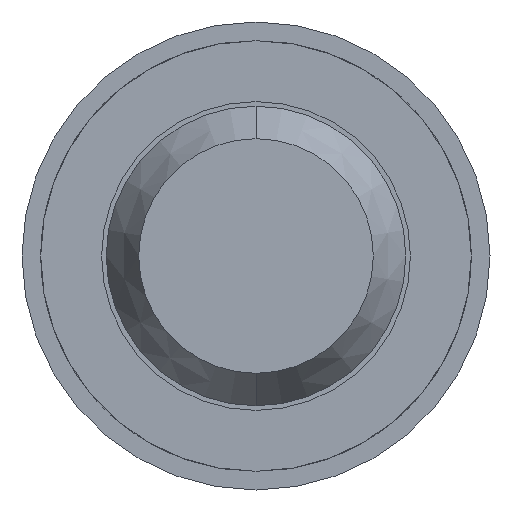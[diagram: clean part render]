
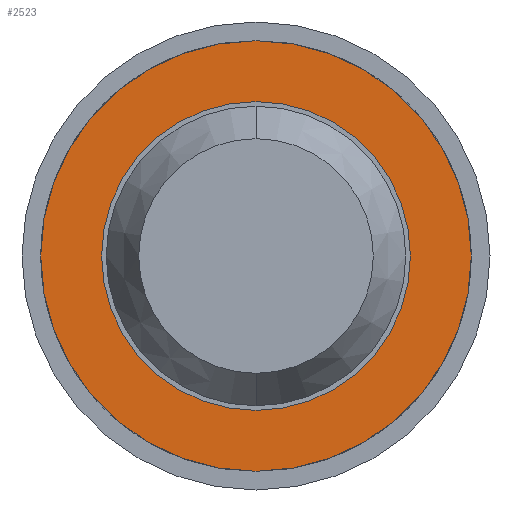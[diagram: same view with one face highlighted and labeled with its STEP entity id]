
A CAD part, front view. The second image highlights one B-rep face of the part: STEP entity #2523.
In plain terms, the highlighted planar face has unit normal (0, -1, 0).
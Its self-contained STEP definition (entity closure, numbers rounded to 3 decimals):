
#71 = VERTEX_POINT ( 'NONE', #2874 ) ;
#79 = AXIS2_PLACEMENT_3D ( 'NONE', #2468, #591, #917 ) ;
#94 = EDGE_CURVE ( 'Defeature ausgef�hrt2_4+Defeature ausgef�hrt2_8+Defeature ausgef�hrt2_8+Defeature ausgef�hrt2_8', #71, #3604, #3674, .T. ) ;
#247 = CARTESIAN_POINT ( 'NONE',  ( 0.825, -1.7, 0. ) ) ;
#376 = DIRECTION ( 'NONE',  ( 0., 0., 1. ) ) ;
#384 = CARTESIAN_POINT ( 'NONE',  ( 0., -1.7, -1.15 ) ) ;
#591 = DIRECTION ( 'NONE',  ( 0., 1., 0. ) ) ;
#761 = VERTEX_POINT ( 'NONE', #3467 ) ;
#838 = EDGE_CURVE ( 'Defeature ausgef�hrt2_4+Defeature ausgef�hrt2_8+Defeature ausgef�hrt2_8+Defeature ausgef�hrt2_8', #3604, #71, #3472, .T. ) ;
#917 = DIRECTION ( 'NONE',  ( 0., 0., 1. ) ) ;
#951 = DIRECTION ( 'NONE',  ( 0., 1., 0. ) ) ;
#1450 = FACE_BOUND ( 'NONE', #1825, .T. ) ;
#1489 = FACE_OUTER_BOUND ( 'NONE', #3405, .T. ) ;
#1545 = ORIENTED_EDGE ( 'NONE', *, *, #3578, .T. ) ;
#1555 = CARTESIAN_POINT ( 'NONE',  ( 0., -1.7, 0. ) ) ;
#1664 = ORIENTED_EDGE ( 'NONE', *, *, #2273, .T. ) ;
#1747 = ORIENTED_EDGE ( 'NONE', *, *, #94, .F. ) ;
#1771 = AXIS2_PLACEMENT_3D ( 'NONE', #1856, #951, #376 ) ;
#1787 = AXIS2_PLACEMENT_3D ( 'NONE', #1555, #3806, #3189 ) ;
#1825 = EDGE_LOOP ( 'NONE', ( #1664, #1545 ) ) ;
#1856 = CARTESIAN_POINT ( 'NONE',  ( 0., -1.7, 0. ) ) ;
#1882 = CARTESIAN_POINT ( 'NONE',  ( 0., -1.7, 0. ) ) ;
#2273 = EDGE_CURVE ( 'Defeature ausgef�hrt2_8+Defeature ausgef�hrt2_7+Defeature ausgef�hrt2_7+Defeature ausgef�hrt2_7', #761, #2636, #3339, .T. ) ;
#2361 = AXIS2_PLACEMENT_3D ( 'NONE', #1882, #2515, #2854 ) ;
#2403 = DIRECTION ( 'NONE',  ( 0., 0., 1. ) ) ;
#2468 = CARTESIAN_POINT ( 'NONE',  ( 0., -1.7, 0. ) ) ;
#2515 = DIRECTION ( 'NONE',  ( 0., 1., 0. ) ) ;
#2523 = ADVANCED_FACE ( 'Defeature ausgef�hrt2_8', ( #1489, #1450 ), #3932, .F. ) ;
#2636 = VERTEX_POINT ( 'NONE', #3776 ) ;
#2714 = DIRECTION ( 'NONE',  ( 0., 1., 0. ) ) ;
#2854 = DIRECTION ( 'NONE',  ( 0., 0., 1. ) ) ;
#2874 = CARTESIAN_POINT ( 'NONE',  ( 0., -1.7, 1.15 ) ) ;
#3189 = DIRECTION ( 'NONE',  ( 0., 0., 1. ) ) ;
#3339 = CIRCLE ( 'NONE', #1771, 0.825 ) ;
#3405 = EDGE_LOOP ( 'NONE', ( #1747, #3626 ) ) ;
#3467 = CARTESIAN_POINT ( 'NONE',  ( 0., -1.7, 0.825 ) ) ;
#3472 = CIRCLE ( 'NONE', #79, 1.15 ) ;
#3542 = CIRCLE ( 'NONE', #1787, 0.825 ) ;
#3578 = EDGE_CURVE ( 'Defeature ausgef�hrt2_8+Defeature ausgef�hrt2_7+Defeature ausgef�hrt2_7+Defeature ausgef�hrt2_7', #2636, #761, #3542, .T. ) ;
#3604 = VERTEX_POINT ( 'NONE', #384 ) ;
#3626 = ORIENTED_EDGE ( 'NONE', *, *, #838, .F. ) ;
#3674 = CIRCLE ( 'NONE', #2361, 1.15 ) ;
#3776 = CARTESIAN_POINT ( 'NONE',  ( 0., -1.7, -0.825 ) ) ;
#3800 = AXIS2_PLACEMENT_3D ( 'NONE', #247, #2714, #2403 ) ;
#3806 = DIRECTION ( 'NONE',  ( 0., 1., 0. ) ) ;
#3932 = PLANE ( 'NONE',  #3800 ) ;
